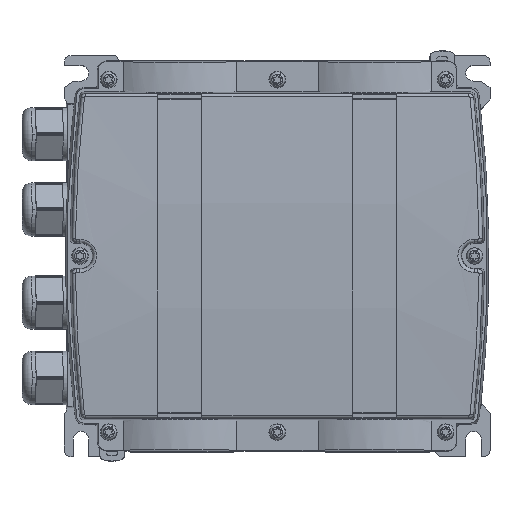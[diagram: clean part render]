
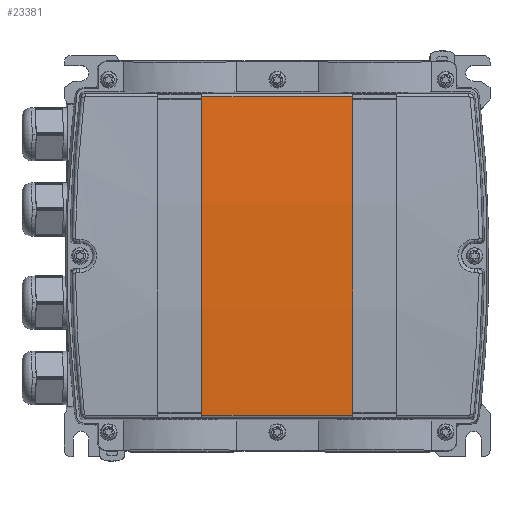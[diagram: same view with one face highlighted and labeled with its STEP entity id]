
A CAD part, top view. The second image highlights one B-rep face of the part: STEP entity #23381.
In plain terms, the highlighted cylindrical face has radius 1000 mm (diameter 2000 mm), a partial arc.
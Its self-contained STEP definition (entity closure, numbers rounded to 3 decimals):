
#23354=AXIS2_PLACEMENT_3D('Circle Axis2P3D',#23352,#23353,$) ;
#23368=AXIS2_PLACEMENT_3D('Cylinder Axis2P3D',#23365,#23366,#23367) ;
#23372=AXIS2_PLACEMENT_3D('Circle Axis2P3D',#23370,#23371,$) ;
#23054=CARTESIAN_POINT('Line Origine',(111.352,20.711,64.414)) ;
#23058=CARTESIAN_POINT('Vertex',(81.141,20.711,64.414)) ;
#23060=CARTESIAN_POINT('Vertex',(149.141,20.711,64.414)) ;
#23197=CARTESIAN_POINT('Line Origine',(118.929,164.463,64.414)) ;
#23201=CARTESIAN_POINT('Vertex',(149.141,164.463,64.414)) ;
#23203=CARTESIAN_POINT('Vertex',(81.141,164.463,64.414)) ;
#23352=CARTESIAN_POINT('Axis2P3D Location',(81.141,92.587,-933.)) ;
#23365=CARTESIAN_POINT('Axis2P3D Location',(114.641,92.587,-933.)) ;
#23370=CARTESIAN_POINT('Axis2P3D Location',(149.141,92.587,-933.)) ;
#23055=DIRECTION('Vector Direction',(1.,0.,0.)) ;
#23198=DIRECTION('Vector Direction',(-1.,0.,0.)) ;
#23353=DIRECTION('Axis2P3D Direction',(1.,0.,0.)) ;
#23366=DIRECTION('Axis2P3D Direction',(1.,0.,0.)) ;
#23367=DIRECTION('Axis2P3D XDirection',(0.,0.18,0.984)) ;
#23371=DIRECTION('Axis2P3D Direction',(1.,0.,0.)) ;
#23056=VECTOR('Line Direction',#23055,1.) ;
#23199=VECTOR('Line Direction',#23198,1.) ;
#23376=ORIENTED_EDGE('',*,*,#23062,.T.) ;
#23377=ORIENTED_EDGE('',*,*,#23374,.F.) ;
#23378=ORIENTED_EDGE('',*,*,#23205,.T.) ;
#23379=ORIENTED_EDGE('',*,*,#23356,.T.) ;
#23381=ADVANCED_FACE('Hauptk\X2\00F6\X0\rper',(#23380),#23369,.T.) ;
#23355=CIRCLE('generated circle',#23354,1000.) ;
#23373=CIRCLE('generated circle',#23372,1000.) ;
#23369=CYLINDRICAL_SURFACE('generated cylinder',#23368,1000.) ;
#23062=EDGE_CURVE('',#23059,#23061,#23057,.T.) ;
#23205=EDGE_CURVE('',#23202,#23204,#23200,.T.) ;
#23356=EDGE_CURVE('',#23204,#23059,#23355,.T.) ;
#23374=EDGE_CURVE('',#23202,#23061,#23373,.T.) ;
#23375=EDGE_LOOP('',(#23376,#23377,#23378,#23379)) ;
#23380=FACE_OUTER_BOUND('',#23375,.T.) ;
#23057=LINE('Line',#23054,#23056) ;
#23200=LINE('Line',#23197,#23199) ;
#23059=VERTEX_POINT('',#23058) ;
#23061=VERTEX_POINT('',#23060) ;
#23202=VERTEX_POINT('',#23201) ;
#23204=VERTEX_POINT('',#23203) ;
